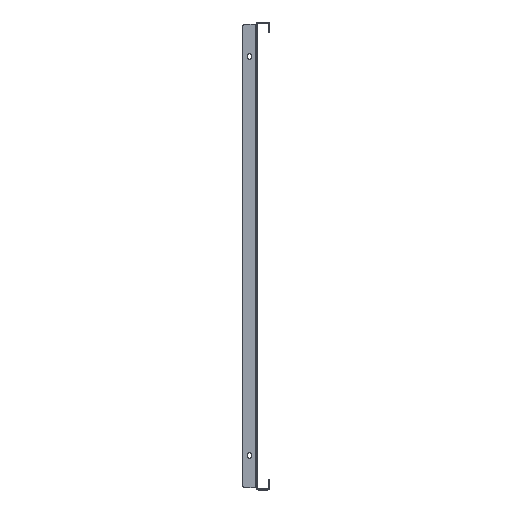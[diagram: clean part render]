
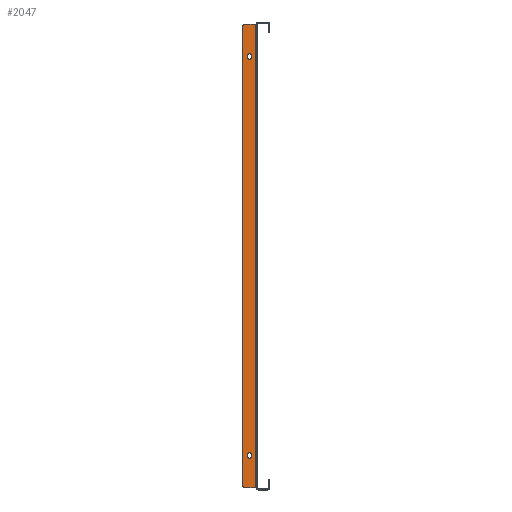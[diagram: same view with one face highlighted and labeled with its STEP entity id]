
A CAD part, left-side view. The second image highlights one B-rep face of the part: STEP entity #2047.
In plain terms, the highlighted planar face has unit normal (-1, 0, 0).
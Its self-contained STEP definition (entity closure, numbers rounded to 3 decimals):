
#28 = EDGE_CURVE ( 'NONE', #15882, #17851, #43943, .T. ) ;
#32 = EDGE_CURVE ( 'NONE', #40475, #24294, #36177, .T. ) ;
#634 = VERTEX_POINT ( 'NONE', #46730 ) ;
#782 = DIRECTION ( 'NONE',  ( 0., 0., 1. ) ) ;
#1086 = EDGE_CURVE ( 'NONE', #6265, #2982, #12423, .T. ) ;
#1633 = VECTOR ( 'NONE', #40418, 1000. ) ;
#1667 = VERTEX_POINT ( 'NONE', #48596 ) ;
#2047 = ADVANCED_FACE ( 'NONE', ( #47788, #9288, #5270 ), #47540, .T. ) ;
#2582 = ORIENTED_EDGE ( 'NONE', *, *, #11377, .T. ) ;
#2982 = VERTEX_POINT ( 'NONE', #49336 ) ;
#4508 = ORIENTED_EDGE ( 'NONE', *, *, #28, .F. ) ;
#5137 = CARTESIAN_POINT ( 'NONE',  ( -546., 12.75, 295.25 ) ) ;
#5270 = FACE_OUTER_BOUND ( 'NONE', #31486, .T. ) ;
#5441 = CARTESIAN_POINT ( 'NONE',  ( -546., 1.5, 345.5 ) ) ;
#5468 = VECTOR ( 'NONE', #36431, 1000. ) ;
#6081 = DIRECTION ( 'NONE',  ( -1., 0., 0. ) ) ;
#6265 = VERTEX_POINT ( 'NONE', #32561 ) ;
#6371 = ORIENTED_EDGE ( 'NONE', *, *, #42193, .F. ) ;
#6413 = CARTESIAN_POINT ( 'NONE',  ( -546., 21., 340.5 ) ) ;
#6826 = CARTESIAN_POINT ( 'NONE',  ( -546., 10., -295.25 ) ) ;
#7498 = DIRECTION ( 'NONE',  ( -1., 0., 0. ) ) ;
#7511 = CIRCLE ( 'NONE', #8321, 2.75 ) ;
#7571 = CARTESIAN_POINT ( 'NONE',  ( -546., 1.5, 0. ) ) ;
#8321 = AXIS2_PLACEMENT_3D ( 'NONE', #27474, #15866, #43067 ) ;
#8550 = DIRECTION ( 'NONE',  ( 0., 0., 1. ) ) ;
#8754 = CARTESIAN_POINT ( 'NONE',  ( -546., 10., 298.75 ) ) ;
#9221 = CARTESIAN_POINT ( 'NONE',  ( -546., 21., 345.5 ) ) ;
#9288 = FACE_BOUND ( 'NONE', #41799, .T. ) ;
#11256 = ORIENTED_EDGE ( 'NONE', *, *, #36070, .F. ) ;
#11377 = EDGE_CURVE ( 'NONE', #40475, #17851, #15924, .T. ) ;
#11516 = CARTESIAN_POINT ( 'NONE',  ( -546., 10., -298.75 ) ) ;
#11693 = ORIENTED_EDGE ( 'NONE', *, *, #46523, .T. ) ;
#12315 = DIRECTION ( 'NONE',  ( -1., 0., 0. ) ) ;
#12423 = LINE ( 'NONE', #5137, #24000 ) ;
#12489 = CARTESIAN_POINT ( 'NONE',  ( -546., 0., 345.5 ) ) ;
#12618 = EDGE_LOOP ( 'NONE', ( #32951, #46010, #20144, #6371 ) ) ;
#14135 = AXIS2_PLACEMENT_3D ( 'NONE', #11516, #7498, #42241 ) ;
#15101 = CARTESIAN_POINT ( 'NONE',  ( -546., 21., -340.5 ) ) ;
#15116 = EDGE_CURVE ( 'NONE', #48826, #34211, #43083, .T. ) ;
#15369 = LINE ( 'NONE', #26724, #31038 ) ;
#15677 = LINE ( 'NONE', #41623, #37293 ) ;
#15866 = DIRECTION ( 'NONE',  ( -1., 0., 0. ) ) ;
#15882 = VERTEX_POINT ( 'NONE', #15101 ) ;
#15924 = CIRCLE ( 'NONE', #49666, 5. ) ;
#17851 = VERTEX_POINT ( 'NONE', #6413 ) ;
#18071 = CIRCLE ( 'NONE', #46203, 5. ) ;
#18550 = ORIENTED_EDGE ( 'NONE', *, *, #39534, .F. ) ;
#19821 = DIRECTION ( 'NONE',  ( -1., 0., 0. ) ) ;
#19882 = AXIS2_PLACEMENT_3D ( 'NONE', #25151, #21118, #20875 ) ;
#20144 = ORIENTED_EDGE ( 'NONE', *, *, #20561, .F. ) ;
#20510 = LINE ( 'NONE', #31856, #38770 ) ;
#20561 = EDGE_CURVE ( 'NONE', #1667, #6265, #42507, .T. ) ;
#20875 = DIRECTION ( 'NONE',  ( 0., 0., 1. ) ) ;
#21118 = DIRECTION ( 'NONE',  ( -1., 0., 0. ) ) ;
#21196 = DIRECTION ( 'NONE',  ( 0., 1., 0. ) ) ;
#22500 = DIRECTION ( 'NONE',  ( 0., 0., 1. ) ) ;
#22792 = CARTESIAN_POINT ( 'NONE',  ( -546., 16., 345.5 ) ) ;
#23831 = VERTEX_POINT ( 'NONE', #31068 ) ;
#24000 = VECTOR ( 'NONE', #39867, 1000. ) ;
#24136 = VECTOR ( 'NONE', #39923, 1000. ) ;
#24294 = VERTEX_POINT ( 'NONE', #5441 ) ;
#25151 = CARTESIAN_POINT ( 'NONE',  ( -546., 0., 0. ) ) ;
#25585 = CARTESIAN_POINT ( 'NONE',  ( -546., 16., -345.5 ) ) ;
#25932 = VERTEX_POINT ( 'NONE', #35629 ) ;
#26456 = EDGE_CURVE ( 'NONE', #634, #23831, #30940, .T. ) ;
#26724 = CARTESIAN_POINT ( 'NONE',  ( -546., 21., -345.5 ) ) ;
#27474 = CARTESIAN_POINT ( 'NONE',  ( -546., 10., 295.25 ) ) ;
#27555 = VECTOR ( 'NONE', #782, 1000. ) ;
#28700 = EDGE_CURVE ( 'NONE', #25932, #37940, #15369, .T. ) ;
#29164 = EDGE_CURVE ( 'NONE', #15882, #37940, #18071, .T. ) ;
#30451 = ORIENTED_EDGE ( 'NONE', *, *, #15116, .F. ) ;
#30940 = CIRCLE ( 'NONE', #36578, 2.75 ) ;
#31038 = VECTOR ( 'NONE', #42072, 1000. ) ;
#31068 = CARTESIAN_POINT ( 'NONE',  ( -546., 12.75, -295.25 ) ) ;
#31486 = EDGE_LOOP ( 'NONE', ( #47008, #2582, #4508, #46563, #48538, #11693 ) ) ;
#31856 = CARTESIAN_POINT ( 'NONE',  ( -546., 7.25, -295.25 ) ) ;
#31933 = CARTESIAN_POINT ( 'NONE',  ( -546., 12.75, -298.75 ) ) ;
#32166 = LINE ( 'NONE', #36665, #5468 ) ;
#32561 = CARTESIAN_POINT ( 'NONE',  ( -546., 12.75, 298.75 ) ) ;
#32859 = AXIS2_PLACEMENT_3D ( 'NONE', #8754, #19821, #46511 ) ;
#32923 = VERTEX_POINT ( 'NONE', #38992 ) ;
#32951 = ORIENTED_EDGE ( 'NONE', *, *, #48301, .F. ) ;
#33479 = CARTESIAN_POINT ( 'NONE',  ( -546., 16., -340.5 ) ) ;
#34211 = VERTEX_POINT ( 'NONE', #38748 ) ;
#34477 = DIRECTION ( 'NONE',  ( -1., 0., 0. ) ) ;
#35629 = CARTESIAN_POINT ( 'NONE',  ( -546., 1.5, -345.5 ) ) ;
#36070 = EDGE_CURVE ( 'NONE', #23831, #48826, #32166, .T. ) ;
#36177 = LINE ( 'NONE', #12489, #1633 ) ;
#36431 = DIRECTION ( 'NONE',  ( 0., 0., -1. ) ) ;
#36578 = AXIS2_PLACEMENT_3D ( 'NONE', #6826, #6081, #21196 ) ;
#36665 = CARTESIAN_POINT ( 'NONE',  ( -546., 12.75, -295.25 ) ) ;
#37293 = VECTOR ( 'NONE', #22500, 1000. ) ;
#37940 = VERTEX_POINT ( 'NONE', #25585 ) ;
#38748 = CARTESIAN_POINT ( 'NONE',  ( -546., 7.25, -298.75 ) ) ;
#38770 = VECTOR ( 'NONE', #39138, 1000. ) ;
#38992 = CARTESIAN_POINT ( 'NONE',  ( -546., 7.25, 295.25 ) ) ;
#39138 = DIRECTION ( 'NONE',  ( 0., 0., 1. ) ) ;
#39534 = EDGE_CURVE ( 'NONE', #34211, #634, #20510, .T. ) ;
#39867 = DIRECTION ( 'NONE',  ( 0., 0., -1. ) ) ;
#39923 = DIRECTION ( 'NONE',  ( 0., 0., 1. ) ) ;
#40418 = DIRECTION ( 'NONE',  ( 0., -1., 0. ) ) ;
#40475 = VERTEX_POINT ( 'NONE', #22792 ) ;
#41623 = CARTESIAN_POINT ( 'NONE',  ( -546., 7.25, 295.25 ) ) ;
#41799 = EDGE_LOOP ( 'NONE', ( #49770, #18550, #30451, #11256 ) ) ;
#42072 = DIRECTION ( 'NONE',  ( 0., 1., 0. ) ) ;
#42193 = EDGE_CURVE ( 'NONE', #32923, #1667, #15677, .T. ) ;
#42241 = DIRECTION ( 'NONE',  ( 0., 1., 0. ) ) ;
#42309 = LINE ( 'NONE', #7571, #27555 ) ;
#42507 = CIRCLE ( 'NONE', #32859, 2.75 ) ;
#42793 = CARTESIAN_POINT ( 'NONE',  ( -546., 16., 340.5 ) ) ;
#43067 = DIRECTION ( 'NONE',  ( 0., -1., 0. ) ) ;
#43083 = CIRCLE ( 'NONE', #14135, 2.75 ) ;
#43943 = LINE ( 'NONE', #9221, #24136 ) ;
#46010 = ORIENTED_EDGE ( 'NONE', *, *, #1086, .F. ) ;
#46203 = AXIS2_PLACEMENT_3D ( 'NONE', #33479, #34477, #49814 ) ;
#46511 = DIRECTION ( 'NONE',  ( 0., -1., 0. ) ) ;
#46523 = EDGE_CURVE ( 'NONE', #25932, #24294, #42309, .T. ) ;
#46563 = ORIENTED_EDGE ( 'NONE', *, *, #29164, .T. ) ;
#46730 = CARTESIAN_POINT ( 'NONE',  ( -546., 7.25, -295.25 ) ) ;
#47008 = ORIENTED_EDGE ( 'NONE', *, *, #32, .F. ) ;
#47540 = PLANE ( 'NONE',  #19882 ) ;
#47788 = FACE_BOUND ( 'NONE', #12618, .T. ) ;
#48301 = EDGE_CURVE ( 'NONE', #2982, #32923, #7511, .T. ) ;
#48538 = ORIENTED_EDGE ( 'NONE', *, *, #28700, .F. ) ;
#48596 = CARTESIAN_POINT ( 'NONE',  ( -546., 7.25, 298.75 ) ) ;
#48826 = VERTEX_POINT ( 'NONE', #31933 ) ;
#49336 = CARTESIAN_POINT ( 'NONE',  ( -546., 12.75, 295.25 ) ) ;
#49666 = AXIS2_PLACEMENT_3D ( 'NONE', #42793, #12315, #8550 ) ;
#49770 = ORIENTED_EDGE ( 'NONE', *, *, #26456, .F. ) ;
#49814 = DIRECTION ( 'NONE',  ( 0., 0., 1. ) ) ;
